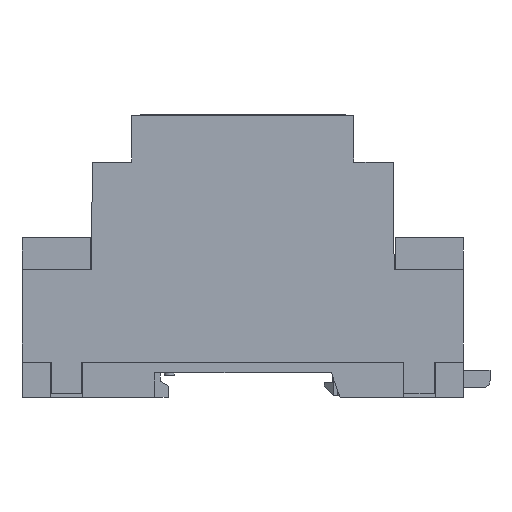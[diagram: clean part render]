
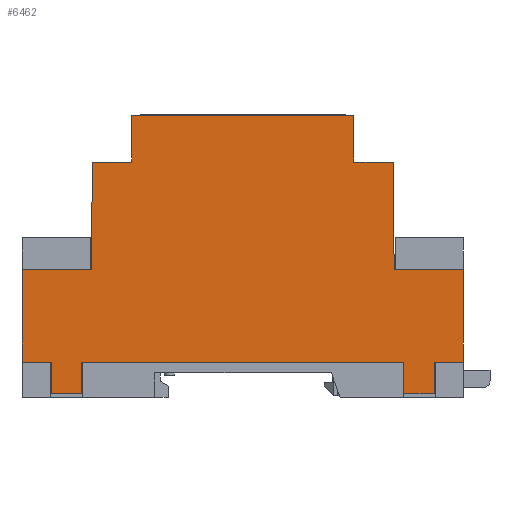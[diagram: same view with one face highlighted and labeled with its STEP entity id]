
A CAD part, left-side view. The second image highlights one B-rep face of the part: STEP entity #6462.
In plain terms, the highlighted planar face has unit normal (-1, 0, 0).
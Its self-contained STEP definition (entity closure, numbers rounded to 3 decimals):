
#6462=ADVANCED_FACE('',(#24362),#24364,.T.);
#24362=FACE_BOUND('',#24363,.T.);
#24363=EDGE_LOOP('',(#38713,#38714,#38715,#38716,#38717,#38718,#38719,#38720,#38721,
#38722,#38723,#38724,#38725,#38726,#38727,#38728,#38729,#38730,#38731,#38732));
#24364=PLANE('',#24365);
#24365=AXIS2_PLACEMENT_3D('',#24366,#24367,#24368);
#24366=CARTESIAN_POINT('',(-80.,0.,0.));
#24367=DIRECTION('',(-1.,0.,0.));
#24368=DIRECTION('',(0.,0.,-1.));
#38713=ORIENTED_EDGE('',*,*,#49116,.T.);
#38714=ORIENTED_EDGE('',*,*,#49117,.T.);
#38715=ORIENTED_EDGE('',*,*,#49118,.T.);
#38716=ORIENTED_EDGE('',*,*,#49119,.T.);
#38717=ORIENTED_EDGE('',*,*,#49120,.T.);
#38718=ORIENTED_EDGE('',*,*,#49121,.T.);
#38719=ORIENTED_EDGE('',*,*,#49122,.T.);
#38720=ORIENTED_EDGE('',*,*,#49032,.T.);
#38721=ORIENTED_EDGE('',*,*,#49065,.F.);
#38722=ORIENTED_EDGE('',*,*,#49042,.F.);
#38723=ORIENTED_EDGE('',*,*,#49114,.T.);
#38724=ORIENTED_EDGE('',*,*,#49004,.T.);
#38725=ORIENTED_EDGE('',*,*,#49063,.F.);
#38726=ORIENTED_EDGE('',*,*,#49014,.F.);
#38727=ORIENTED_EDGE('',*,*,#49123,.T.);
#38728=ORIENTED_EDGE('',*,*,#49124,.T.);
#38729=ORIENTED_EDGE('',*,*,#49125,.T.);
#38730=ORIENTED_EDGE('',*,*,#49126,.T.);
#38731=ORIENTED_EDGE('',*,*,#49127,.T.);
#38732=ORIENTED_EDGE('',*,*,#49128,.T.);
#49004=EDGE_CURVE('',#56386,#56384,#56387,.T.);
#49014=EDGE_CURVE('',#56404,#56406,#56407,.T.);
#49032=EDGE_CURVE('',#56442,#56440,#56443,.T.);
#49042=EDGE_CURVE('',#56460,#56462,#56463,.T.);
#49063=EDGE_CURVE('',#56406,#56384,#56498,.T.);
#49065=EDGE_CURVE('',#56462,#56440,#56500,.T.);
#49114=EDGE_CURVE('',#56460,#56386,#56585,.T.);
#49116=EDGE_CURVE('',#56587,#56588,#56589,.T.);
#49117=EDGE_CURVE('',#56588,#56590,#56591,.T.);
#49118=EDGE_CURVE('',#56590,#56592,#56593,.T.);
#49119=EDGE_CURVE('',#56592,#56594,#56595,.T.);
#49120=EDGE_CURVE('',#56594,#56596,#56597,.T.);
#49121=EDGE_CURVE('',#56596,#56598,#56599,.T.);
#49122=EDGE_CURVE('',#56598,#56442,#56600,.T.);
#49123=EDGE_CURVE('',#56404,#56601,#56602,.T.);
#49124=EDGE_CURVE('',#56601,#56603,#56604,.T.);
#49125=EDGE_CURVE('',#56603,#56605,#56606,.T.);
#49126=EDGE_CURVE('',#56605,#56607,#56608,.T.);
#49127=EDGE_CURVE('',#56607,#56609,#56610,.T.);
#49128=EDGE_CURVE('',#56609,#56587,#56611,.T.);
#56384=VERTEX_POINT('',#70838);
#56386=VERTEX_POINT('',#70842);
#56387=LINE('',#70843,#70844);
#56404=VERTEX_POINT('',#70878);
#56406=VERTEX_POINT('',#70882);
#56407=LINE('',#70883,#70884);
#56440=VERTEX_POINT('',#70950);
#56442=VERTEX_POINT('',#70954);
#56443=LINE('',#70955,#70956);
#56460=VERTEX_POINT('',#70990);
#56462=VERTEX_POINT('',#70994);
#56463=LINE('',#70995,#70996);
#56498=LINE('',#71072,#71073);
#56500=LINE('',#71078,#71079);
#56585=LINE('',#71261,#71262);
#56587=VERTEX_POINT('',#71267);
#56588=VERTEX_POINT('',#71268);
#56589=LINE('',#71269,#71270);
#56590=VERTEX_POINT('',#71272);
#56591=LINE('',#71273,#71274);
#56592=VERTEX_POINT('',#71276);
#56593=LINE('',#71277,#71278);
#56594=VERTEX_POINT('',#71280);
#56595=LINE('',#71281,#71282);
#56596=VERTEX_POINT('',#71284);
#56597=LINE('',#71285,#71286);
#56598=VERTEX_POINT('',#71288);
#56599=LINE('',#71289,#71290);
#56600=LINE('',#71292,#71293);
#56601=VERTEX_POINT('',#71295);
#56602=LINE('',#71296,#71297);
#56603=VERTEX_POINT('',#71299);
#56604=LINE('',#71300,#71301);
#56605=VERTEX_POINT('',#71303);
#56606=LINE('',#71304,#71305);
#56607=VERTEX_POINT('',#71307);
#56608=LINE('',#71308,#71309);
#56609=VERTEX_POINT('',#71311);
#56610=LINE('',#71312,#71313);
#56611=LINE('',#71315,#71316);
#70838=CARTESIAN_POINT('',(-80.,-33.,-6.5));
#70842=CARTESIAN_POINT('',(-80.,-33.,0.));
#70843=CARTESIAN_POINT('',(-80.,-33.,0.));
#70844=VECTOR('',#70845,1.);
#70845=DIRECTION('',(0.,0.,-1.));
#70878=CARTESIAN_POINT('',(-80.,-39.2,0.));
#70882=CARTESIAN_POINT('',(-80.,-39.2,-6.5));
#70883=CARTESIAN_POINT('',(-80.,-39.2,0.));
#70884=VECTOR('',#70885,1.);
#70885=DIRECTION('',(0.,0.,-1.));
#70950=CARTESIAN_POINT('',(-80.,39.2,-6.5));
#70954=CARTESIAN_POINT('',(-80.,39.2,0.));
#70955=CARTESIAN_POINT('',(-80.,39.2,0.));
#70956=VECTOR('',#70957,1.);
#70957=DIRECTION('',(0.,0.,-1.));
#70990=CARTESIAN_POINT('',(-80.,33.,0.));
#70994=CARTESIAN_POINT('',(-80.,33.,-6.5));
#70995=CARTESIAN_POINT('',(-80.,33.,0.));
#70996=VECTOR('',#70997,1.);
#70997=DIRECTION('',(0.,0.,-1.));
#71072=CARTESIAN_POINT('',(-80.,-39.2,-6.5));
#71073=VECTOR('',#71074,1.);
#71074=DIRECTION('',(0.,1.,0.));
#71078=CARTESIAN_POINT('',(-80.,33.,-6.5));
#71079=VECTOR('',#71080,1.);
#71080=DIRECTION('',(0.,1.,0.));
#71261=CARTESIAN_POINT('',(-80.,33.,0.));
#71262=VECTOR('',#71263,1.);
#71263=DIRECTION('',(0.,-1.,0.));
#71267=CARTESIAN_POINT('',(-80.,-22.75,50.6));
#71268=CARTESIAN_POINT('',(-80.,22.75,50.6));
#71269=CARTESIAN_POINT('',(-80.,-22.75,50.6));
#71270=VECTOR('',#71271,1.);
#71271=DIRECTION('',(0.,1.,0.));
#71272=CARTESIAN_POINT('',(-80.,22.75,41.));
#71273=CARTESIAN_POINT('',(-80.,22.75,50.6));
#71274=VECTOR('',#71275,1.);
#71275=DIRECTION('',(0.,0.,-1.));
#71276=CARTESIAN_POINT('',(-80.,30.85,41.));
#71277=CARTESIAN_POINT('',(-80.,22.75,41.));
#71278=VECTOR('',#71279,1.);
#71279=DIRECTION('',(0.,1.,0.));
#71280=CARTESIAN_POINT('',(-80.,31.,19.));
#71281=CARTESIAN_POINT('',(-80.,30.85,41.));
#71282=VECTOR('',#71283,1.);
#71283=DIRECTION('',(0.,0.007,-1.));
#71284=CARTESIAN_POINT('',(-80.,45.2,19.));
#71285=CARTESIAN_POINT('',(-80.,31.,19.));
#71286=VECTOR('',#71287,1.);
#71287=DIRECTION('',(0.,1.,0.));
#71288=CARTESIAN_POINT('',(-80.,45.2,0.));
#71289=CARTESIAN_POINT('',(-80.,45.2,19.));
#71290=VECTOR('',#71291,1.);
#71291=DIRECTION('',(0.,0.,-1.));
#71292=CARTESIAN_POINT('',(-80.,45.2,0.));
#71293=VECTOR('',#71294,1.);
#71294=DIRECTION('',(0.,-1.,0.));
#71295=CARTESIAN_POINT('',(-80.,-45.2,0.));
#71296=CARTESIAN_POINT('',(-80.,-39.2,0.));
#71297=VECTOR('',#71298,1.);
#71298=DIRECTION('',(0.,-1.,0.));
#71299=CARTESIAN_POINT('',(-80.,-45.2,19.));
#71300=CARTESIAN_POINT('',(-80.,-45.2,0.));
#71301=VECTOR('',#71302,1.);
#71302=DIRECTION('',(0.,0.,1.));
#71303=CARTESIAN_POINT('',(-80.,-31.,19.));
#71304=CARTESIAN_POINT('',(-80.,-45.2,19.));
#71305=VECTOR('',#71306,1.);
#71306=DIRECTION('',(0.,1.,0.));
#71307=CARTESIAN_POINT('',(-80.,-30.85,41.));
#71308=CARTESIAN_POINT('',(-80.,-31.,19.));
#71309=VECTOR('',#71310,1.);
#71310=DIRECTION('',(0.,0.007,1.));
#71311=CARTESIAN_POINT('',(-80.,-22.75,41.));
#71312=CARTESIAN_POINT('',(-80.,-30.85,41.));
#71313=VECTOR('',#71314,1.);
#71314=DIRECTION('',(0.,1.,0.));
#71315=CARTESIAN_POINT('',(-80.,-22.75,41.));
#71316=VECTOR('',#71317,1.);
#71317=DIRECTION('',(0.,0.,1.));
